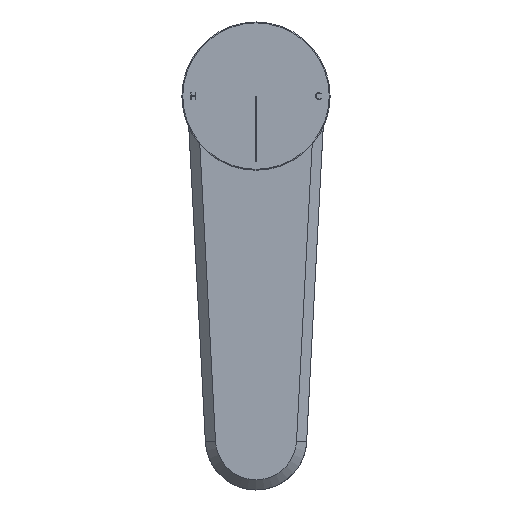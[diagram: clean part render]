
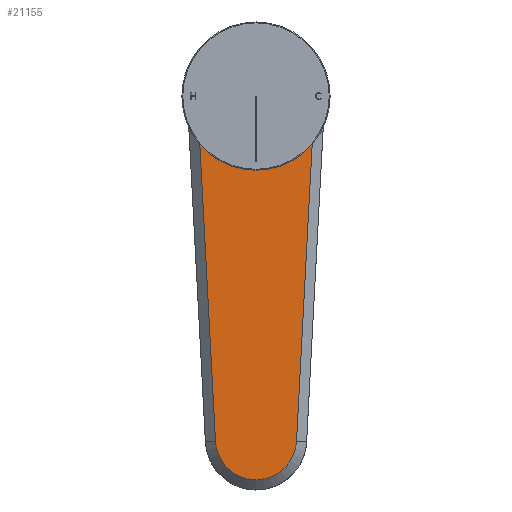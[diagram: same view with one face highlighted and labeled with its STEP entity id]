
A CAD part, top view. The second image highlights one B-rep face of the part: STEP entity #21155.
In plain terms, the highlighted planar face has unit normal (0, 0, 1).
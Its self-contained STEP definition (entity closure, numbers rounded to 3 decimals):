
#648=CARTESIAN_POINT('',(0.,-118.5,148.));
#649=DIRECTION('',(0.,0.,-1.));
#650=DIRECTION('',(0.999,-0.053,0.));
#651=AXIS2_PLACEMENT_3D('',#648,#649,#650);
#653=DIRECTION('',(-0.053,0.999,0.));
#654=VECTOR('',#653,118.385);
#655=CARTESIAN_POINT('',(-13.981,-119.238,148.));
#656=LINE('',#655,#654);
#657=CARTESIAN_POINT('',(0.,0.05,148.));
#658=DIRECTION('',(0.,0.,-1.));
#659=DIRECTION('',(-0.999,-0.053,0.));
#660=AXIS2_PLACEMENT_3D('',#657,#658,#659);
#662=DIRECTION('',(-0.053,-0.999,0.));
#663=VECTOR('',#662,118.385);
#664=CARTESIAN_POINT('',(20.222,-1.018,148.));
#665=LINE('',#664,#663);
#666=CARTESIAN_POINT('',(0.,0.,148.));
#667=DIRECTION('',(0.,0.,1.));
#668=DIRECTION('',(0.,-1.,0.));
#669=AXIS2_PLACEMENT_3D('',#666,#667,#668);
#671=CARTESIAN_POINT('',(0.,0.,148.));
#672=DIRECTION('',(0.,0.,1.));
#673=DIRECTION('',(0.,1.,0.));
#674=AXIS2_PLACEMENT_3D('',#671,#672,#673);
#16838=CARTESIAN_POINT('',(13.981,-119.238,148.));
#16839=CARTESIAN_POINT('',(-13.981,-119.238,148.));
#16840=VERTEX_POINT('',#16838);
#16841=VERTEX_POINT('',#16839);
#16844=CARTESIAN_POINT('',(-20.222,-1.018,148.));
#16845=VERTEX_POINT('',#16844);
#16848=CARTESIAN_POINT('',(20.222,-1.018,148.));
#16849=VERTEX_POINT('',#16848);
#19716=CARTESIAN_POINT('',(0.,-16.05,148.));
#19717=CARTESIAN_POINT('',(0.,16.05,148.));
#19718=VERTEX_POINT('',#19716);
#19719=VERTEX_POINT('',#19717);
#21136=CARTESIAN_POINT('',(0.,0.,148.));
#21137=DIRECTION('',(0.,0.,1.));
#21138=DIRECTION('',(0.,1.,0.));
#21139=AXIS2_PLACEMENT_3D('',#21136,#21137,#21138);
#21140=PLANE('',#21139);
#21142=ORIENTED_EDGE('',*,*,#21141,.T.);
#21144=ORIENTED_EDGE('',*,*,#21143,.T.);
#21146=ORIENTED_EDGE('',*,*,#21145,.T.);
#21148=ORIENTED_EDGE('',*,*,#21147,.T.);
#21149=EDGE_LOOP('',(#21142,#21144,#21146,#21148));
#21150=FACE_OUTER_BOUND('',#21149,.F.);
#21151=ORIENTED_EDGE('',*,*,#19893,.T.);
#21152=ORIENTED_EDGE('',*,*,#21130,.T.);
#21153=EDGE_LOOP('',(#21151,#21152));
#21154=FACE_BOUND('',#21153,.F.);
#652=CIRCLE('',#651,14.);
#661=CIRCLE('',#660,20.25);
#670=CIRCLE('',#669,16.05);
#675=CIRCLE('',#674,16.05);
#19893=EDGE_CURVE('',#19718,#19719,#670,.T.);
#21130=EDGE_CURVE('',#19719,#19718,#675,.T.);
#21141=EDGE_CURVE('',#16840,#16841,#652,.T.);
#21143=EDGE_CURVE('',#16841,#16845,#656,.T.);
#21145=EDGE_CURVE('',#16845,#16849,#661,.T.);
#21147=EDGE_CURVE('',#16849,#16840,#665,.T.);
#21155=ADVANCED_FACE('',(#21150,#21154),#21140,.T.);
